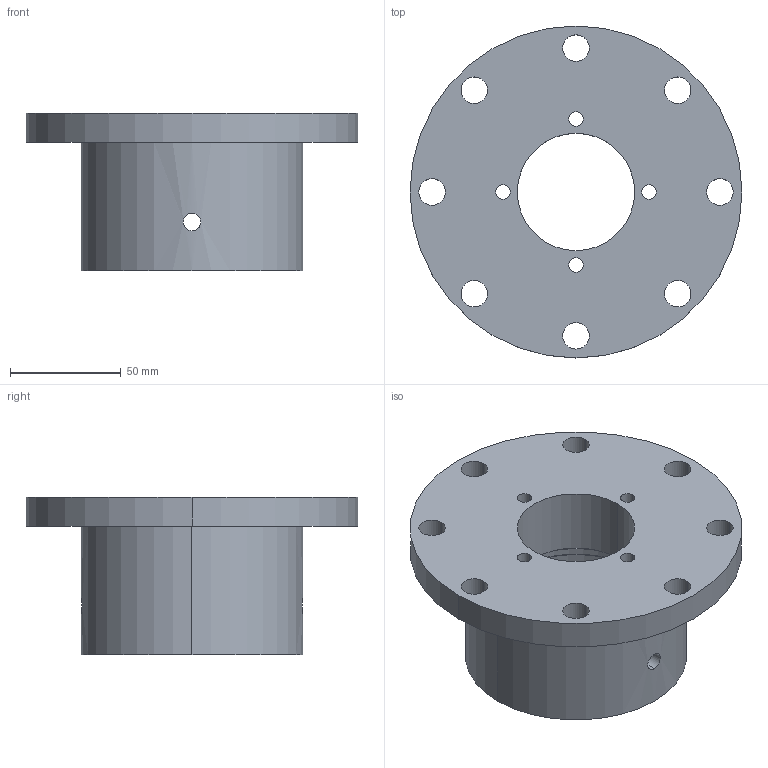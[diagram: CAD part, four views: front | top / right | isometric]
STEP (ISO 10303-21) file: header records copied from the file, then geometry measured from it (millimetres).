
FILE_DESCRIPTION (( 'STEP AP214' ), '1' );
FILE_NAME ('Anschlußflansch_251593.STEP', '2012-09-27T08:06:16', ( 'Admin2' ), ( '' ), 'SwSTEP 2.0', 'SolidWorks 2010', '' );
FILE_SCHEMA (( 'AUTOMOTIVE_DESIGN' ));
Length unit declared in the file: millimetre
Products named in the file (1): Anschlußflansch_251593
Bounding box: 150 x 150 x 71 mm (x, y, z)
Surface area: 77427.6 mm2 (no closed solid volume)
Topology: 0 solids, 2 shells, 58 faces, 146 edges, 96 vertices
Faces by surface type: cylinder 42, plane 8, cone 4, torus 4
Entity records: 2756 total; most frequent: CARTESIAN_POINT 565, DIRECTION 348, ORIENTED_EDGE 288, AXIS2_PLACEMENT_3D 151, EDGE_CURVE 146, VERTEX_POINT 96, EDGE_LOOP 94, CIRCLE 92
